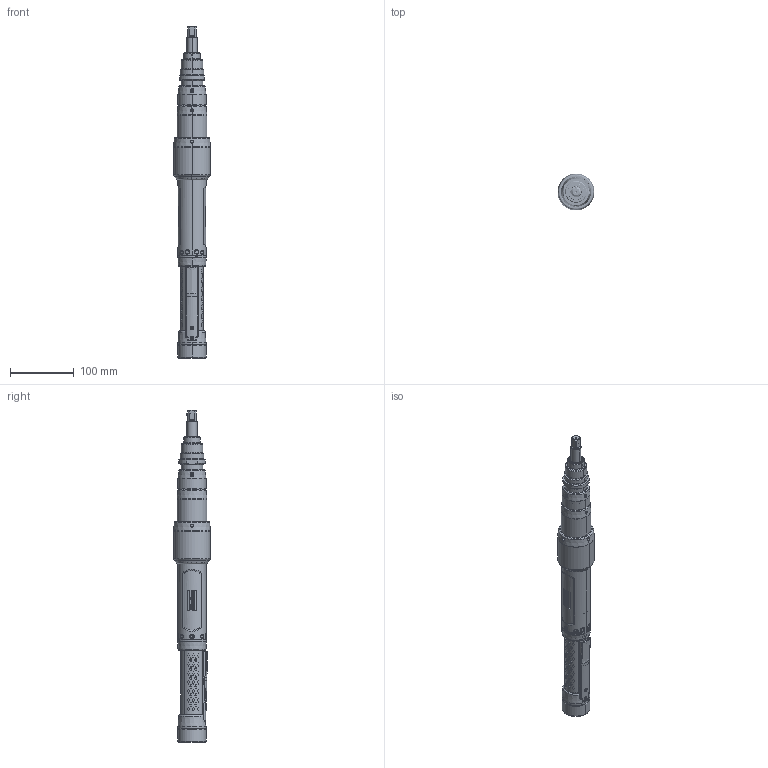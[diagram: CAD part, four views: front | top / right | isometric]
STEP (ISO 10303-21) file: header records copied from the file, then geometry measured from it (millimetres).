
FILE_DESCRIPTION((''),'2;1');
FILE_NAME('8436026070_ASM','2014-12-15T',('tooextcsr'),(''),'PRO/ENGINEER BY PARAMETRIC TECHNOLOGY CORPORATION, 2013410','PRO/ENGINEER BY PARAMETRIC TECHNOLOGY CORPORATION, 2013410','');
FILE_SCHEMA(('CONFIG_CONTROL_DESIGN','GEOMETRIC_VALIDATION_PROPERTIES_MIM'));
Products named in the file (48): 4220388170_AF0; 4220388112_AF0; 4220388172_AF0_ASM; 4220388180_ASM; 4220408700; 4220388181_ASM; 4222001610_MED; 4220498000_CABLES_ASM; 4220498080_SPEC_ASM; 4220393101; 0993000248; 4224211303_ASM; 4211524400; 4220397382_ASM; 4220393100; 0217110064; 4220104500; 4220402381_SPEC1_ASM; 4220393501; 0663210959_SPEC1_AF0; 4220393580_ASM; 4220393203; 4220393201; 4220393212; 4220393280_ASM; 4220393202; 4220393281_ASM; 4220389503; 4220387700; 4220387701; 4220387712; 4224230503_ASM; 4220391903; 4211524403_120NM; 4220419883_ASM; 4224224704_ASM; 4220113500; 4220113700; 4090029600; 4090034100 ...
Assembly tree (58 placements, depth 6):
  8436026070_ASM
    4224230503_ASM
      4220388181_ASM
        4220388180_ASM
          4220388172_AF0_ASM
            4220388170_AF0
            4220388112_AF0
        4220408700  x6
      4224211303_ASM
        4220498080_SPEC_ASM
          4220498000_CABLES_ASM
            4222001610_MED  x3
        4220393101
        0993000248  x2
      4220397382_ASM
        4211524400
      4220393100
      0217110064
      4220402381_SPEC1_ASM
        4220104500  x4
      4220393580_ASM
        4220393501
        0663210959_SPEC1_AF0
      4220393203
      4220393281_ASM
        4220393280_ASM
          4220393201
          4220393212
        4220393202
      4220389503
      4220387700
      4220387701
      4220387712
    4224224704_ASM
      4220391903
      4220419883_ASM
        4211524403_120NM
    4224156325_ASM
      4220113500
      4220113700
      4090029600
      4090034100
      4220113800
      0108112400
      4250101200
    4220398301
    4220396900
    4220396901
Bounding box: 58 x 58 x 520.45 mm (x, y, z)
Volume: 346100.2 mm3; surface area: 282562.6 mm2
Topology: 45 solids, 45 shells, 6155 faces, 15731 edges, 9990 vertices
Faces by surface type: plane 2544, bspline 1311, cylinder 934, extrusion 563, cone 388, torus 340, sphere 70, revolution 5
Entity records: 293371 total; most frequent: CARTESIAN_POINT 110878, ORIENTED_EDGE 28996, DIRECTION 21513, PRESENTATION_STYLE_ASSIGNMENT 15416, STYLED_ITEM 14667, EDGE_CURVE 14498, CURVE_STYLE 14485, VERTEX_POINT 9250
